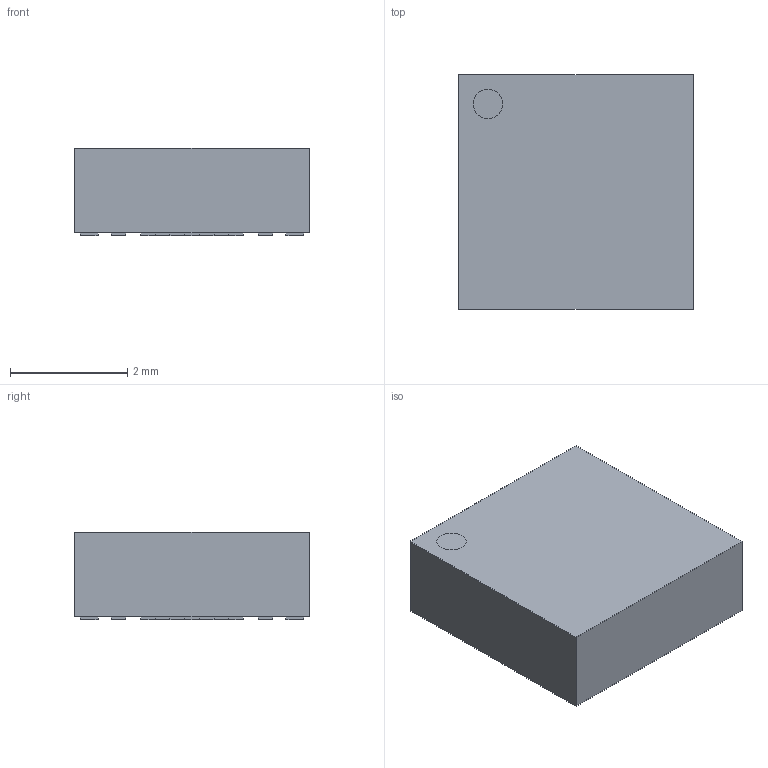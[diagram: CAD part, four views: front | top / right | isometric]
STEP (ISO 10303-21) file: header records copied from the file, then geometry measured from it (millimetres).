
FILE_DESCRIPTION(/* description */ (''),/* implementation_level */ '2;1');
FILE_NAME(/* name */ 'PQFN50P400X400X149-25N-S140.stp',/* time_stamp */ '2017-08-14T14:12:56+02:00',/* author */ ('jchouvet'),/* organization */ (''),/* preprocessor_version */ 'ST-DEVELOPER v16.1',/* originating_system */ 'AutoCAD Mechanical',/* authorisation */ '');
FILE_SCHEMA (('AUTOMOTIVE_DESIGN { 1 0 10303 214 3 1 1 }'));
Length unit declared in the file: millimetre
Products named in the file (1): Product
Bounding box: 4 x 4 x 1.49 mm (x, y, z)
Volume: 23.2 mm3; surface area: 64.7 mm2
Topology: 27 solids, 27 shells, 161 faces, 318 edges, 212 vertices
Faces by surface type: plane 159, cylinder 2
Full cylindrical faces by diameter (mm): 0.5 x2
Entity records: 4059 total; most frequent: CARTESIAN_POINT 690, DIRECTION 644, ORIENTED_EDGE 632, EDGE_CURVE 316, LINE 312, VECTOR 312, VERTEX_POINT 212, AXIS2_PLACEMENT_3D 166
